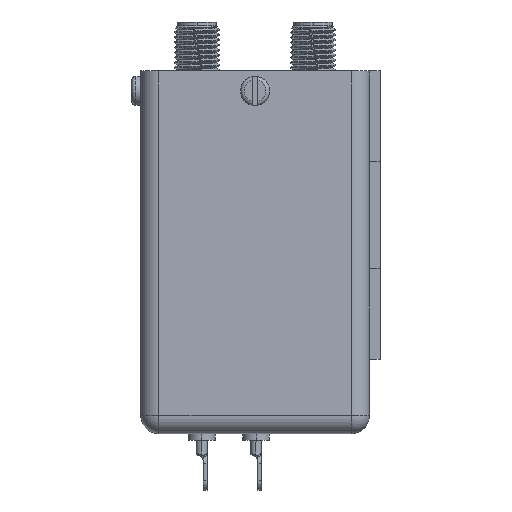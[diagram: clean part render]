
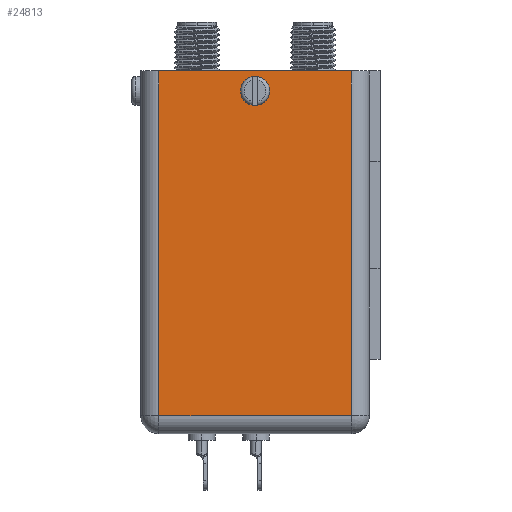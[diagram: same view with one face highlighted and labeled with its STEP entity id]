
A CAD part, left-side view. The second image highlights one B-rep face of the part: STEP entity #24813.
In plain terms, the highlighted planar face has unit normal (-1, 0, 0).
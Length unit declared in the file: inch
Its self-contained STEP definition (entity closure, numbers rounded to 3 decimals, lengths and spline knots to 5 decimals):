
#773 = FACE_BOUND ( 'NONE', #13380, .T. ) ;
#1088 = ORIENTED_EDGE ( 'NONE', *, *, #29579, .F. ) ;
#1198 = DIRECTION ( 'NONE',  ( -1., 0., 0. ) ) ;
#1495 = AXIS2_PLACEMENT_3D ( 'NONE', #8538, #34107, #17913 ) ;
#2092 = CARTESIAN_POINT ( 'NONE',  ( -0.63, -0.53, -1.9 ) ) ;
#3209 = CARTESIAN_POINT ( 'NONE',  ( -0.63, -0.53, 0. ) ) ;
#3587 = VECTOR ( 'NONE', #9421, 39.37008 ) ;
#3983 = DIRECTION ( 'NONE',  ( 0., 0., 1. ) ) ;
#4080 = EDGE_LOOP ( 'NONE', ( #19039, #5538, #1088, #17536 ) ) ;
#4724 = CARTESIAN_POINT ( 'NONE',  ( -0.63, -0.53, -2. ) ) ;
#5321 = AXIS2_PLACEMENT_3D ( 'NONE', #31431, #31567, #9461 ) ;
#5503 = LINE ( 'NONE', #6832, #10017 ) ;
#5538 = ORIENTED_EDGE ( 'NONE', *, *, #24322, .T. ) ;
#6832 = CARTESIAN_POINT ( 'NONE',  ( -0.63, -0.63, -1.9 ) ) ;
#8106 = CIRCLE ( 'NONE', #1495, 0.08 ) ;
#8538 = CARTESIAN_POINT ( 'NONE',  ( -0.63, 0., -0.11 ) ) ;
#9421 = DIRECTION ( 'NONE',  ( 0., -1., 0. ) ) ;
#9461 = DIRECTION ( 'NONE',  ( 0., 0., 1. ) ) ;
#9899 = VECTOR ( 'NONE', #23524, 39.37008 ) ;
#9958 = EDGE_CURVE ( 'NONE', #21725, #37145, #8106, .T. ) ;
#10017 = VECTOR ( 'NONE', #32560, 39.37008 ) ;
#10275 = FACE_OUTER_BOUND ( 'NONE', #4080, .T. ) ;
#13064 = ORIENTED_EDGE ( 'NONE', *, *, #14817, .F. ) ;
#13380 = EDGE_LOOP ( 'NONE', ( #19245, #13064 ) ) ;
#14799 = LINE ( 'NONE', #4724, #21311 ) ;
#14817 = EDGE_CURVE ( 'NONE', #37145, #21725, #40831, .T. ) ;
#15096 = LINE ( 'NONE', #40844, #3587 ) ;
#17536 = ORIENTED_EDGE ( 'NONE', *, *, #34809, .T. ) ;
#17913 = DIRECTION ( 'NONE',  ( 0., 0., 1. ) ) ;
#19039 = ORIENTED_EDGE ( 'NONE', *, *, #19848, .T. ) ;
#19245 = ORIENTED_EDGE ( 'NONE', *, *, #9958, .F. ) ;
#19525 = VERTEX_POINT ( 'NONE', #2092 ) ;
#19848 = EDGE_CURVE ( 'NONE', #21198, #19525, #5503, .T. ) ;
#21198 = VERTEX_POINT ( 'NONE', #36880 ) ;
#21260 = CARTESIAN_POINT ( 'NONE',  ( -0.63, 0.53, 0. ) ) ;
#21311 = VECTOR ( 'NONE', #23985, 39.37008 ) ;
#21725 = VERTEX_POINT ( 'NONE', #40891 ) ;
#23113 = VERTEX_POINT ( 'NONE', #3209 ) ;
#23524 = DIRECTION ( 'NONE',  ( 0., 0., -1. ) ) ;
#23985 = DIRECTION ( 'NONE',  ( 0., 0., 1. ) ) ;
#24322 = EDGE_CURVE ( 'NONE', #19525, #23113, #14799, .T. ) ;
#24813 = ADVANCED_FACE ( 'NONE', ( #773, #10275 ), #36118, .T. ) ;
#26337 = CARTESIAN_POINT ( 'NONE',  ( -0.63, 0.53, -2. ) ) ;
#26970 = CARTESIAN_POINT ( 'NONE',  ( -0.63, 0., -0.03 ) ) ;
#27496 = AXIS2_PLACEMENT_3D ( 'NONE', #35982, #1198, #3983 ) ;
#29579 = EDGE_CURVE ( 'NONE', #37176, #23113, #15096, .T. ) ;
#31431 = CARTESIAN_POINT ( 'NONE',  ( -0.63, 0., -0.11 ) ) ;
#31567 = DIRECTION ( 'NONE',  ( -1., 0., 0. ) ) ;
#32560 = DIRECTION ( 'NONE',  ( 0., -1., 0. ) ) ;
#34107 = DIRECTION ( 'NONE',  ( -1., 0., 0. ) ) ;
#34809 = EDGE_CURVE ( 'NONE', #37176, #21198, #41355, .T. ) ;
#35982 = CARTESIAN_POINT ( 'NONE',  ( -0.63, -0.63, -2. ) ) ;
#36118 = PLANE ( 'NONE',  #27496 ) ;
#36880 = CARTESIAN_POINT ( 'NONE',  ( -0.63, 0.53, -1.9 ) ) ;
#37145 = VERTEX_POINT ( 'NONE', #26970 ) ;
#37176 = VERTEX_POINT ( 'NONE', #21260 ) ;
#40831 = CIRCLE ( 'NONE', #5321, 0.08 ) ;
#40844 = CARTESIAN_POINT ( 'NONE',  ( -0.63, -0.63, 0. ) ) ;
#40891 = CARTESIAN_POINT ( 'NONE',  ( -0.63, 0., -0.19 ) ) ;
#41355 = LINE ( 'NONE', #26337, #9899 ) ;
